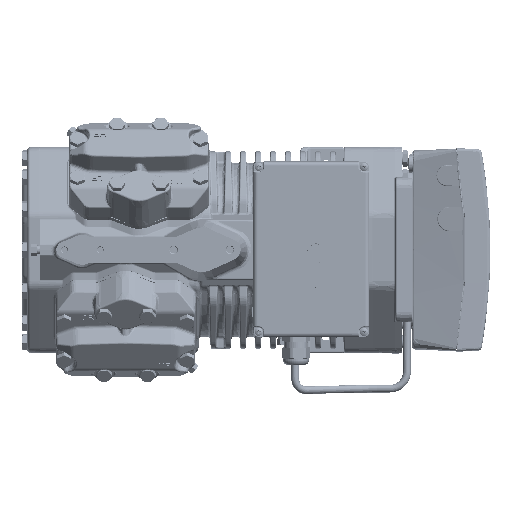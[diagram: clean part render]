
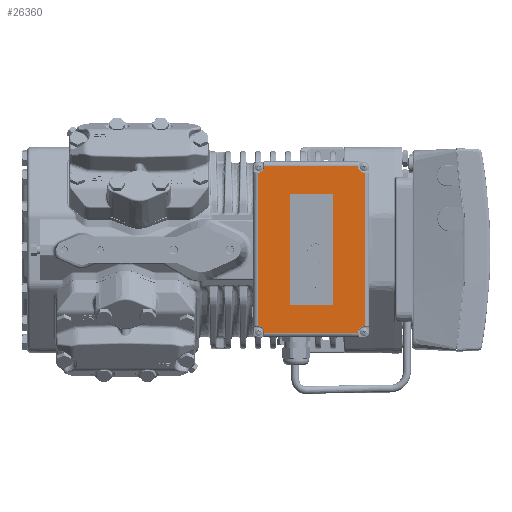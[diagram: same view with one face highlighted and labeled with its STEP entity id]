
A CAD part, top view. The second image highlights one B-rep face of the part: STEP entity #26360.
In plain terms, the highlighted planar face has unit normal (0, 0, 1).
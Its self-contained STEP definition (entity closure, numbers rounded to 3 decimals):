
#16784=ELLIPSE('',#92736,6.805,6.8);
#16785=ELLIPSE('',#92737,6.805,6.8);
#16786=ELLIPSE('',#92738,6.805,6.8);
#16787=ELLIPSE('',#92739,6.805,6.8);
#23201=PLANE('',#92740);
#24719=FACE_BOUND('',#36979,.T.);
#24720=FACE_BOUND('',#36980,.T.);
#26360=ADVANCED_FACE('',(#24719,#24720),#23201,.T.);
#36979=EDGE_LOOP('',(#48853,#48854,#48855,#48856));
#36980=EDGE_LOOP('',(#48857,#48858,#48859,#48860,#48861,#48862,#48863,#48864,
#48865,#48866,#48867,#48868,#48869,#48870,#48871,#48872));
#48853=ORIENTED_EDGE('',*,*,#76048,.F.);
#48854=ORIENTED_EDGE('',*,*,#76049,.T.);
#48855=ORIENTED_EDGE('',*,*,#76050,.T.);
#48856=ORIENTED_EDGE('',*,*,#76051,.F.);
#48857=ORIENTED_EDGE('',*,*,#76052,.T.);
#48858=ORIENTED_EDGE('',*,*,#76053,.T.);
#48859=ORIENTED_EDGE('',*,*,#76054,.T.);
#48860=ORIENTED_EDGE('',*,*,#76055,.T.);
#48861=ORIENTED_EDGE('',*,*,#76056,.T.);
#48862=ORIENTED_EDGE('',*,*,#76057,.T.);
#48863=ORIENTED_EDGE('',*,*,#76058,.T.);
#48864=ORIENTED_EDGE('',*,*,#76059,.T.);
#48865=ORIENTED_EDGE('',*,*,#76060,.T.);
#48866=ORIENTED_EDGE('',*,*,#76061,.T.);
#48867=ORIENTED_EDGE('',*,*,#76062,.T.);
#48868=ORIENTED_EDGE('',*,*,#76063,.T.);
#48869=ORIENTED_EDGE('',*,*,#76064,.T.);
#48870=ORIENTED_EDGE('',*,*,#76065,.T.);
#48871=ORIENTED_EDGE('',*,*,#76066,.T.);
#48872=ORIENTED_EDGE('',*,*,#76067,.T.);
#68108=VERTEX_POINT('',#135944);
#68109=VERTEX_POINT('',#135945);
#68110=VERTEX_POINT('',#135947);
#68111=VERTEX_POINT('',#135949);
#68112=VERTEX_POINT('',#135952);
#68113=VERTEX_POINT('',#135953);
#68114=VERTEX_POINT('',#135955);
#68115=VERTEX_POINT('',#135957);
#68116=VERTEX_POINT('',#135959);
#68117=VERTEX_POINT('',#135961);
#68118=VERTEX_POINT('',#135963);
#68119=VERTEX_POINT('',#135965);
#68120=VERTEX_POINT('',#135967);
#68121=VERTEX_POINT('',#135969);
#68122=VERTEX_POINT('',#135971);
#68123=VERTEX_POINT('',#135973);
#68124=VERTEX_POINT('',#135975);
#68125=VERTEX_POINT('',#135977);
#68126=VERTEX_POINT('',#135979);
#68127=VERTEX_POINT('',#135981);
#76048=EDGE_CURVE('',#68108,#68109,#85332,.T.);
#76049=EDGE_CURVE('',#68108,#68110,#85333,.T.);
#76050=EDGE_CURVE('',#68110,#68111,#85334,.T.);
#76051=EDGE_CURVE('',#68109,#68111,#85335,.T.);
#76052=EDGE_CURVE('',#68112,#68113,#85336,.T.);
#76053=EDGE_CURVE('',#68113,#68114,#85337,.T.);
#76054=EDGE_CURVE('',#68114,#68115,#16784,.T.);
#76055=EDGE_CURVE('',#68115,#68116,#85338,.T.);
#76056=EDGE_CURVE('',#68116,#68117,#85339,.T.);
#76057=EDGE_CURVE('',#68117,#68118,#85340,.T.);
#76058=EDGE_CURVE('',#68118,#68119,#16785,.T.);
#76059=EDGE_CURVE('',#68119,#68120,#85341,.T.);
#76060=EDGE_CURVE('',#68120,#68121,#85342,.T.);
#76061=EDGE_CURVE('',#68121,#68122,#85343,.T.);
#76062=EDGE_CURVE('',#68122,#68123,#16786,.T.);
#76063=EDGE_CURVE('',#68123,#68124,#85344,.T.);
#76064=EDGE_CURVE('',#68124,#68125,#85345,.T.);
#76065=EDGE_CURVE('',#68125,#68126,#85346,.T.);
#76066=EDGE_CURVE('',#68126,#68127,#16787,.T.);
#76067=EDGE_CURVE('',#68127,#68112,#85347,.T.);
#85332=LINE('',#135943,#88650);
#85333=LINE('',#135946,#88651);
#85334=LINE('',#135948,#88652);
#85335=LINE('',#135950,#88653);
#85336=LINE('',#135951,#88654);
#85337=LINE('',#135954,#88655);
#85338=LINE('',#135958,#88656);
#85339=LINE('',#135960,#88657);
#85340=LINE('',#135962,#88658);
#85341=LINE('',#135966,#88659);
#85342=LINE('',#135968,#88660);
#85343=LINE('',#135970,#88661);
#85344=LINE('',#135974,#88662);
#85345=LINE('',#135976,#88663);
#85346=LINE('',#135978,#88664);
#85347=LINE('',#135982,#88665);
#88650=VECTOR('',#101767,1.);
#88651=VECTOR('',#101768,1.);
#88652=VECTOR('',#101769,1.);
#88653=VECTOR('',#101770,1.);
#88654=VECTOR('',#101771,1.);
#88655=VECTOR('',#101772,1.);
#88656=VECTOR('',#101775,1.);
#88657=VECTOR('',#101776,1.);
#88658=VECTOR('',#101777,1.);
#88659=VECTOR('',#101780,1.);
#88660=VECTOR('',#101781,1.);
#88661=VECTOR('',#101782,1.);
#88662=VECTOR('',#101785,1.);
#88663=VECTOR('',#101786,1.);
#88664=VECTOR('',#101787,1.);
#88665=VECTOR('',#101790,1.);
#92736=AXIS2_PLACEMENT_3D('',#135956,#101773,#101774);
#92737=AXIS2_PLACEMENT_3D('',#135964,#101778,#101779);
#92738=AXIS2_PLACEMENT_3D('',#135972,#101783,#101784);
#92739=AXIS2_PLACEMENT_3D('',#135980,#101788,#101789);
#92740=AXIS2_PLACEMENT_3D('',#135983,#101791,#101792);
#101767=DIRECTION('',(0.,1.,0.));
#101768=DIRECTION('',(-1.,0.,0.));
#101769=DIRECTION('',(0.,1.,0.));
#101770=DIRECTION('',(-1.,0.,0.));
#101771=DIRECTION('',(-1.,0.,0.));
#101772=DIRECTION('',(0.,-1.,0.));
#101773=DIRECTION('',(0.,0.,-1.));
#101774=DIRECTION('',(0.707,-0.707,0.));
#101775=DIRECTION('',(-1.,0.,0.));
#101776=DIRECTION('',(0.,-1.,0.));
#101777=DIRECTION('',(1.,0.,0.));
#101778=DIRECTION('',(0.,0.,-1.));
#101779=DIRECTION('',(0.707,0.707,0.));
#101780=DIRECTION('',(0.,-1.,0.));
#101781=DIRECTION('',(1.,0.,0.));
#101782=DIRECTION('',(0.,1.,0.));
#101783=DIRECTION('',(0.,0.,-1.));
#101784=DIRECTION('',(-0.707,0.707,0.));
#101785=DIRECTION('',(1.,0.,0.));
#101786=DIRECTION('',(0.,1.,0.));
#101787=DIRECTION('',(-1.,0.,0.));
#101788=DIRECTION('',(0.,0.,-1.));
#101789=DIRECTION('',(-0.707,-0.707,0.));
#101790=DIRECTION('',(0.,1.,0.));
#101791=DIRECTION('',(0.,0.,1.));
#101792=DIRECTION('',(-1.,0.,0.));
#135943=CARTESIAN_POINT('',(65.25,-25.,82.));
#135944=CARTESIAN_POINT('',(65.25,-25.,82.));
#135945=CARTESIAN_POINT('',(65.25,25.,82.));
#135946=CARTESIAN_POINT('',(65.25,-25.,82.));
#135947=CARTESIAN_POINT('',(-65.25,-25.,82.));
#135948=CARTESIAN_POINT('',(-65.25,-25.,82.));
#135949=CARTESIAN_POINT('',(-65.25,25.,82.));
#135950=CARTESIAN_POINT('',(65.25,25.,82.));
#135951=CARTESIAN_POINT('',(0.,63.01,82.));
#135952=CARTESIAN_POINT('',(89.971,63.01,82.));
#135953=CARTESIAN_POINT('',(-89.971,63.01,82.));
#135954=CARTESIAN_POINT('',(-89.971,61.748,82.));
#135955=CARTESIAN_POINT('',(-89.971,61.768,82.));
#135956=CARTESIAN_POINT('',(-96.773,61.773,82.));
#135957=CARTESIAN_POINT('',(-96.768,54.971,82.));
#135958=CARTESIAN_POINT('',(-98.01,54.971,82.));
#135959=CARTESIAN_POINT('',(-98.01,54.971,82.));
#135960=CARTESIAN_POINT('',(-98.01,0.,82.));
#135961=CARTESIAN_POINT('',(-98.01,-54.971,82.));
#135962=CARTESIAN_POINT('',(-96.748,-54.971,82.));
#135963=CARTESIAN_POINT('',(-96.768,-54.971,82.));
#135964=CARTESIAN_POINT('',(-96.773,-61.773,82.));
#135965=CARTESIAN_POINT('',(-89.971,-61.768,82.));
#135966=CARTESIAN_POINT('',(-89.971,-63.01,82.));
#135967=CARTESIAN_POINT('',(-89.971,-63.01,82.));
#135968=CARTESIAN_POINT('',(0.,-63.01,82.));
#135969=CARTESIAN_POINT('',(89.971,-63.01,82.));
#135970=CARTESIAN_POINT('',(89.971,-61.748,82.));
#135971=CARTESIAN_POINT('',(89.971,-61.768,82.));
#135972=CARTESIAN_POINT('',(96.773,-61.773,82.));
#135973=CARTESIAN_POINT('',(96.768,-54.971,82.));
#135974=CARTESIAN_POINT('',(98.01,-54.971,82.));
#135975=CARTESIAN_POINT('',(98.01,-54.971,82.));
#135976=CARTESIAN_POINT('',(98.01,0.,82.));
#135977=CARTESIAN_POINT('',(98.01,54.971,82.));
#135978=CARTESIAN_POINT('',(96.748,54.971,82.));
#135979=CARTESIAN_POINT('',(96.768,54.971,82.));
#135980=CARTESIAN_POINT('',(96.773,61.773,82.));
#135981=CARTESIAN_POINT('',(89.971,61.768,82.));
#135982=CARTESIAN_POINT('',(89.971,63.01,82.));
#135983=CARTESIAN_POINT('',(0.,0.,
82.));
